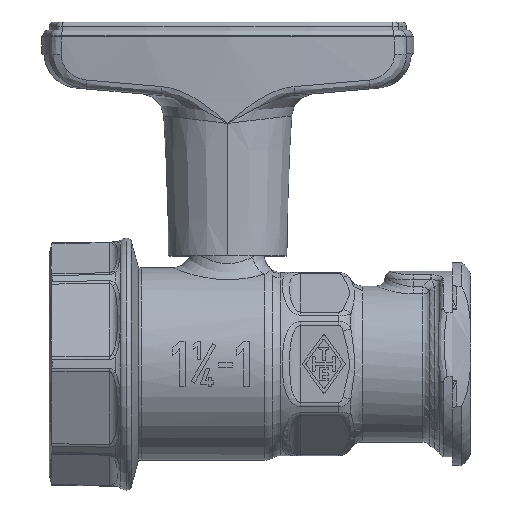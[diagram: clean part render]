
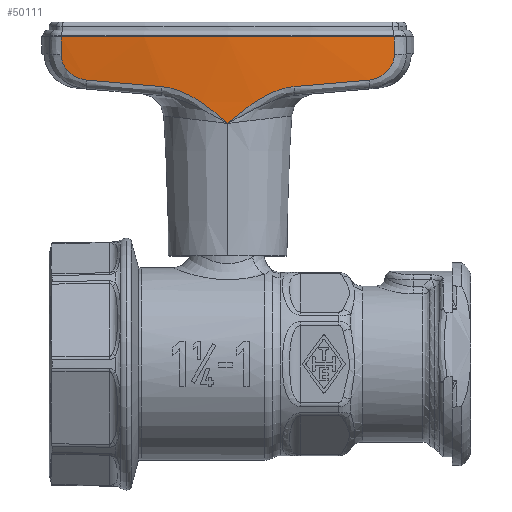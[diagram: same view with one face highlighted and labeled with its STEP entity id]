
A CAD part, top view. The second image highlights one B-rep face of the part: STEP entity #50111.
In plain terms, the highlighted conical face has half-angle 2 degrees and reference radius 199.618 mm.
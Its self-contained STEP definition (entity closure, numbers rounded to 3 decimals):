
#29117=CARTESIAN_POINT('',(0.,71.4,-185.35));
#29118=DIRECTION('',(0.,-1.,0.));
#29119=DIRECTION('',(0.182,0.,0.983));
#29120=AXIS2_PLACEMENT_3D('',#29117,#29118,#29119);
#29155=CARTESIAN_POINT('',(36.365,67.568,11.127));
#29156=CARTESIAN_POINT('',(36.359,67.991,11.143));
#29157=CARTESIAN_POINT('',(36.346,68.841,11.175));
#29158=CARTESIAN_POINT('',(36.327,70.118,11.224));
#29159=CARTESIAN_POINT('',(36.314,70.972,11.257));
#29160=CARTESIAN_POINT('',(36.307,71.4,11.274));
#29356=CARTESIAN_POINT('',(0.,52.517,
13.938));
#29400=CARTESIAN_POINT('',(0.,52.517,
13.938));
#29401=CARTESIAN_POINT('',(0.786,53.205,
13.962));
#29402=CARTESIAN_POINT('',(2.293,54.514,13.999));
#29403=CARTESIAN_POINT('',(4.425,56.21,14.022));
#29404=CARTESIAN_POINT('',(6.428,57.597,14.015));
#29405=CARTESIAN_POINT('',(8.293,58.672,13.983));
#29406=CARTESIAN_POINT('',(10.015,59.466,13.932));
#29407=CARTESIAN_POINT('',(11.611,60.026,13.864));
#29408=CARTESIAN_POINT('',(13.097,60.386,13.785));
#29409=CARTESIAN_POINT('',(14.031,60.515,13.724));
#29410=CARTESIAN_POINT('',(14.481,60.554,13.693));
#29434=CARTESIAN_POINT('',(30.875,61.974,11.866));
#29435=CARTESIAN_POINT('',(31.116,61.995,11.829));
#29436=CARTESIAN_POINT('',(31.61,62.071,11.754));
#29437=CARTESIAN_POINT('',(32.402,62.308,11.634));
#29438=CARTESIAN_POINT('',(33.195,62.668,11.514));
#29439=CARTESIAN_POINT('',(33.954,63.141,11.401));
#29440=CARTESIAN_POINT('',(34.632,63.702,11.303));
#29441=CARTESIAN_POINT('',(35.202,64.317,11.223));
#29442=CARTESIAN_POINT('',(35.654,64.96,11.165));
#29443=CARTESIAN_POINT('',(35.989,65.611,11.127));
#29444=CARTESIAN_POINT('',(36.216,66.259,11.108));
#29445=CARTESIAN_POINT('',(36.345,66.913,11.107));
#29446=CARTESIAN_POINT('',(36.369,67.349,11.118));
#29447=CARTESIAN_POINT('',(36.365,67.568,11.127));
#29692=CARTESIAN_POINT('',(30.875,61.974,11.866));
#29693=CARTESIAN_POINT('',(29.066,61.817,12.144));
#29694=CARTESIAN_POINT('',(25.438,61.503,12.65));
#29695=CARTESIAN_POINT('',(19.967,61.029,13.26));
#29696=CARTESIAN_POINT('',(16.311,60.713,13.565));
#29697=CARTESIAN_POINT('',(14.481,60.554,13.693));
#32067=CARTESIAN_POINT('',(-14.482,60.554,
13.693));
#32068=CARTESIAN_POINT('',(-14.031,60.515,
13.724));
#32069=CARTESIAN_POINT('',(-13.097,60.386,
13.785));
#32070=CARTESIAN_POINT('',(-11.611,60.026,
13.864));
#32071=CARTESIAN_POINT('',(-10.015,59.466,
13.932));
#32072=CARTESIAN_POINT('',(-8.294,58.672,
13.983));
#32073=CARTESIAN_POINT('',(-6.428,57.597,
14.015));
#32074=CARTESIAN_POINT('',(-4.425,56.211,
14.022));
#32075=CARTESIAN_POINT('',(-2.293,54.514,
13.999));
#32076=CARTESIAN_POINT('',(-0.786,53.205,
13.962));
#32077=CARTESIAN_POINT('',(0.,52.517,
13.938));
#32091=CARTESIAN_POINT('',(-30.875,61.974,
11.866));
#32092=CARTESIAN_POINT('',(-29.063,61.817,
12.144));
#32093=CARTESIAN_POINT('',(-25.432,61.502,
12.651));
#32094=CARTESIAN_POINT('',(-19.965,61.029,
13.26));
#32095=CARTESIAN_POINT('',(-16.31,60.712,
13.565));
#32096=CARTESIAN_POINT('',(-14.482,60.554,
13.693));
#32120=CARTESIAN_POINT('',(-30.875,61.974,
11.866));
#32121=CARTESIAN_POINT('',(-31.115,61.995,
11.829));
#32122=CARTESIAN_POINT('',(-31.608,62.071,
11.754));
#32123=CARTESIAN_POINT('',(-32.399,62.307,
11.634));
#32124=CARTESIAN_POINT('',(-33.191,62.666,
11.515));
#32125=CARTESIAN_POINT('',(-33.948,63.138,
11.402));
#32126=CARTESIAN_POINT('',(-34.626,63.697,
11.304));
#32127=CARTESIAN_POINT('',(-35.198,64.312,
11.224));
#32128=CARTESIAN_POINT('',(-35.651,64.954,
11.165));
#32129=CARTESIAN_POINT('',(-35.987,65.606,
11.127));
#32130=CARTESIAN_POINT('',(-36.215,66.253,
11.108));
#32131=CARTESIAN_POINT('',(-36.345,66.911,
11.107));
#32132=CARTESIAN_POINT('',(-36.369,67.348,
11.118));
#32133=CARTESIAN_POINT('',(-36.365,67.568,
11.127));
#32237=CARTESIAN_POINT('',(-36.307,71.4,11.274));
#32238=CARTESIAN_POINT('',(-36.314,70.972,
11.257));
#32239=CARTESIAN_POINT('',(-36.327,70.118,
11.224));
#32240=CARTESIAN_POINT('',(-36.346,68.841,
11.175));
#32241=CARTESIAN_POINT('',(-36.359,67.991,
11.143));
#32242=CARTESIAN_POINT('',(-36.365,67.568,
11.127));
#41784=VERTEX_POINT('',#29356);
#41788=VERTEX_POINT('',#29434);
#41789=VERTEX_POINT('',#29447);
#41791=VERTEX_POINT('',#29697);
#41806=VERTEX_POINT('',#32120);
#41807=VERTEX_POINT('',#32133);
#41809=VERTEX_POINT('',#32096);
#41873=CARTESIAN_POINT('',(36.307,71.4,11.274));
#41874=CARTESIAN_POINT('',(-36.307,71.4,11.274));
#41875=VERTEX_POINT('',#41873);
#41876=VERTEX_POINT('',#41874);
#50089=CARTESIAN_POINT('',(0.,61.959,-185.35));
#50090=DIRECTION('',(0.,1.,0.));
#50091=DIRECTION('',(0.,0.,-1.));
#50092=AXIS2_PLACEMENT_3D('',#50089,#50090,#50091);
#50093=CONICAL_SURFACE('',#50092,199.618,2.);
#50094=ORIENTED_EDGE('',*,*,#49525,.F.);
#50095=ORIENTED_EDGE('',*,*,#49593,.F.);
#50097=ORIENTED_EDGE('',*,*,#50096,.F.);
#50099=ORIENTED_EDGE('',*,*,#50098,.T.);
#50100=ORIENTED_EDGE('',*,*,#50082,.F.);
#50102=ORIENTED_EDGE('',*,*,#50101,.F.);
#50104=ORIENTED_EDGE('',*,*,#50103,.F.);
#50106=ORIENTED_EDGE('',*,*,#50105,.T.);
#50108=ORIENTED_EDGE('',*,*,#50107,.F.);
#50109=EDGE_LOOP('',(#50094,#50095,#50097,#50099,#50100,#50102,#50104,#50106,
#50108));
#50110=FACE_OUTER_BOUND('',#50109,.F.);
#50111=ADVANCED_FACE('',(#50110),#50093,.T.);
#29121=CIRCLE('',#29120,199.948);
#29161=B_SPLINE_CURVE_WITH_KNOTS('',3,(#29155,#29156,#29157,#29158,#29159,
#29160),.UNSPECIFIED.,.F.,.F.,(4,1,1,4),(0.,0.333,
0.667,1.),.UNSPECIFIED.);
#29411=B_SPLINE_CURVE_WITH_KNOTS('',3,(#29400,#29401,#29402,#29403,#29404,
#29405,#29406,#29407,#29408,#29409,#29410),.UNSPECIFIED.,.F.,.F.,(4,1,1,1,1,1,1,
1,4),(0.,0.125,0.25,0.375,0.5,0.625,0.75,0.875,1.),
.UNSPECIFIED.);
#29448=B_SPLINE_CURVE_WITH_KNOTS('',3,(#29434,#29435,#29436,#29437,#29438,
#29439,#29440,#29441,#29442,#29443,#29444,#29445,#29446,#29447),.UNSPECIFIED.,
.F.,.F.,(4,1,1,1,1,1,1,1,1,1,1,4),(0.,0.091,0.182,
0.273,0.364,0.455,0.545,
0.636,0.727,0.818,0.909,1.),
.UNSPECIFIED.);
#29698=B_SPLINE_CURVE_WITH_KNOTS('',3,(#29692,#29693,#29694,#29695,#29696,
#29697),.UNSPECIFIED.,.F.,.F.,(4,1,1,4),(0.,0.333,
0.667,1.),.UNSPECIFIED.);
#32078=B_SPLINE_CURVE_WITH_KNOTS('',3,(#32067,#32068,#32069,#32070,#32071,
#32072,#32073,#32074,#32075,#32076,#32077),.UNSPECIFIED.,.F.,.F.,(4,1,1,1,1,1,1,
1,4),(0.,0.125,0.25,0.375,0.5,0.625,0.75,0.875,1.),
.UNSPECIFIED.);
#32097=B_SPLINE_CURVE_WITH_KNOTS('',3,(#32091,#32092,#32093,#32094,#32095,
#32096),.UNSPECIFIED.,.F.,.F.,(4,1,1,4),(0.,0.333,
0.667,1.),.UNSPECIFIED.);
#32134=B_SPLINE_CURVE_WITH_KNOTS('',3,(#32120,#32121,#32122,#32123,#32124,
#32125,#32126,#32127,#32128,#32129,#32130,#32131,#32132,#32133),.UNSPECIFIED.,
.F.,.F.,(4,1,1,1,1,1,1,1,1,1,1,4),(0.,0.091,0.182,
0.273,0.364,0.455,0.545,
0.636,0.727,0.818,0.909,1.),
.UNSPECIFIED.);
#32243=B_SPLINE_CURVE_WITH_KNOTS('',3,(#32237,#32238,#32239,#32240,#32241,
#32242),.UNSPECIFIED.,.F.,.F.,(4,1,1,4),(0.,0.333,
0.667,1.),.UNSPECIFIED.);
#49525=EDGE_CURVE('',#41875,#41876,#29121,.T.);
#49593=EDGE_CURVE('',#41789,#41875,#29161,.T.);
#50082=EDGE_CURVE('',#41784,#41791,#29411,.T.);
#50096=EDGE_CURVE('',#41788,#41789,#29448,.T.);
#50098=EDGE_CURVE('',#41788,#41791,#29698,.T.);
#50101=EDGE_CURVE('',#41809,#41784,#32078,.T.);
#50103=EDGE_CURVE('',#41806,#41809,#32097,.T.);
#50105=EDGE_CURVE('',#41806,#41807,#32134,.T.);
#50107=EDGE_CURVE('',#41876,#41807,#32243,.T.);
